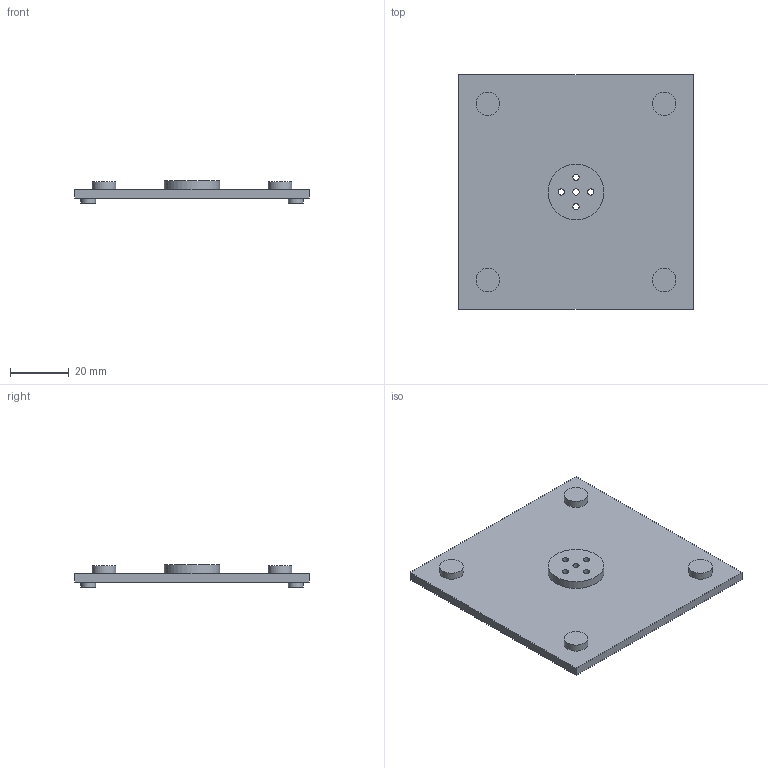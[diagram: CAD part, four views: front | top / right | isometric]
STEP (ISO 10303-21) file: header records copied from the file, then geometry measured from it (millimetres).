
FILE_DESCRIPTION(/* description */ (''),/* implementation_level */ '2;1');
FILE_NAME(/* name */ '',/* time_stamp */ '2023-09-25T14:53:16+08:00',/* author */ (''),/* organization */ (''),/* preprocessor_version */ 'ST-DEVELOPER v20',/* originating_system */ 'Autodesk Translation Framework v12.14.0.127',/* authorisation */ '');
FILE_SCHEMA (('AUTOMOTIVE_DESIGN { 1 0 10303 214 3 1 1 }'));
Length unit declared in the file: millimetre
Products named in the file (1): Fusion 零部件
Bounding box: 80 x 80 x 7.55 mm (x, y, z)
Volume: 11750 mm3; surface area: 15497.5 mm2
Topology: 1 solids, 1 shells, 90 faces, 168 edges, 112 vertices
Faces by surface type: plane 50, cylinder 40
Full cylindrical faces by diameter (mm): 2.1 x5, 3.1 x5, 3.5 x4, 3.9 x4, 5 x4, 6.2 x4, 8 x4, 19 x2
Entity records: 2325 total; most frequent: DIRECTION 430, CARTESIAN_POINT 371, ORIENTED_EDGE 336, AXIS2_PLACEMENT_3D 171, EDGE_CURVE 168, EDGE_LOOP 132, VERTEX_POINT 112, FACE_OUTER_BOUND 90
